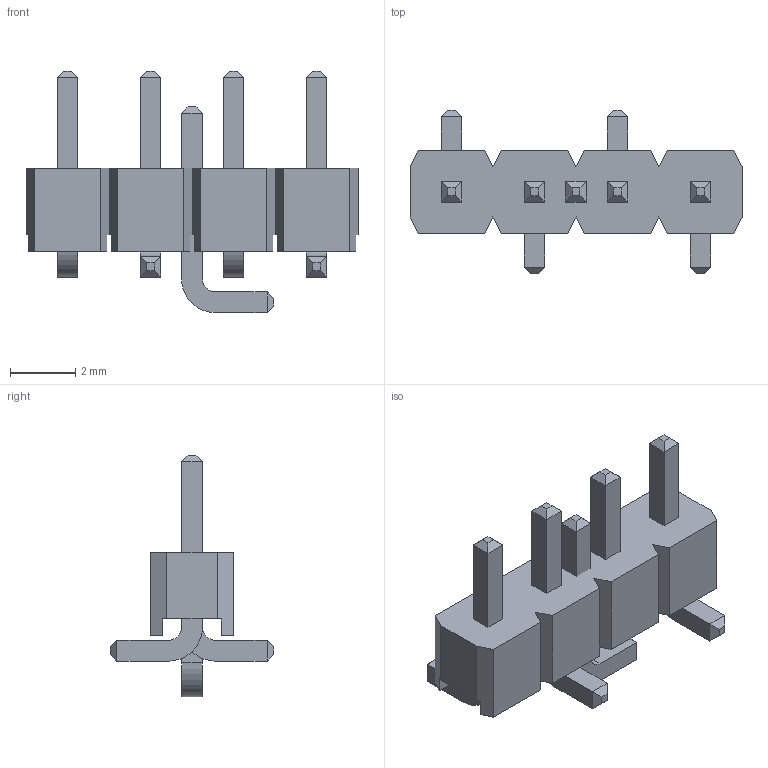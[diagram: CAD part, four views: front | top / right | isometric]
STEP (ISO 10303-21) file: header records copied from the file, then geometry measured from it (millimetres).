
FILE_DESCRIPTION( ( 'Unknown' ), '1' );
FILE_NAME( '61000418321_TYPE 2.stp', 'Unknown', ( 'Unknown' ), ( 'Unknown' ), 'PSStep 14.0', 'Unknown', ' ' );
FILE_SCHEMA( ( 'AUTOMOTIVE_DESIGN { 1 0 10303 214 1 1 1 1 }' ) );
Length unit declared in the file: millimetre
Products named in the file (3): Assem1; 61000418221; 6100xx18221_PIN
Bounding box: 10.16 x 5 x 7.39 mm (x, y, z)
Volume: 117.4 mm3; surface area: 397.3 mm2
Topology: 7 solids, 7 shells, 210 faces, 548 edges, 352 vertices
Faces by surface type: plane 200, cylinder 10
Entity records: 3118 total; most frequent: CARTESIAN_POINT 438, ORIENTED_EDGE 428, DIRECTION 386, EDGE_CURVE 214, LINE 210, VECTOR 210, VERTEX_POINT 140, AXIS2_PLACEMENT_3D 88
